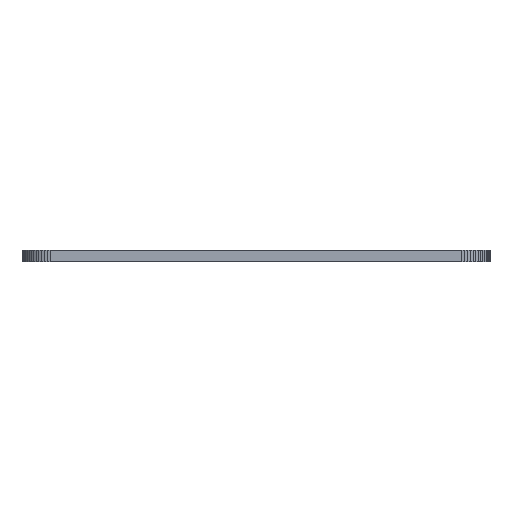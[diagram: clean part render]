
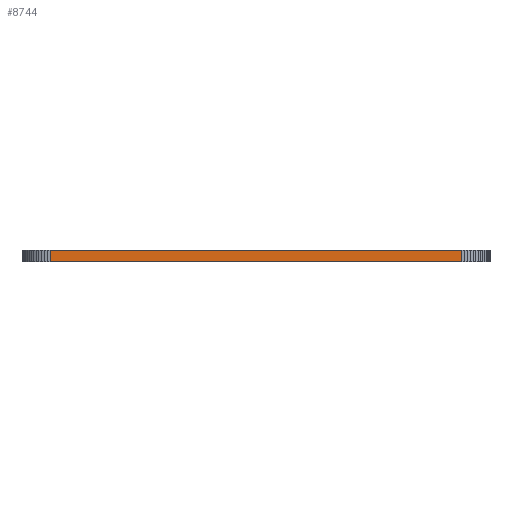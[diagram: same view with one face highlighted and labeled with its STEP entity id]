
A CAD part, front view. The second image highlights one B-rep face of the part: STEP entity #8744.
In plain terms, the highlighted planar face has unit normal (0, -1, 0).
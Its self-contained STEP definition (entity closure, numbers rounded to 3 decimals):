
#90 = PLANE('',#91);
#91 = AXIS2_PLACEMENT_3D('',#92,#93,#94);
#92 = CARTESIAN_POINT('',(0.,0.,1.55)
  );
#93 = DIRECTION('',(-0.,-0.,-1.));
#94 = DIRECTION('',(-1.,0.,0.));
#144 = PLANE('',#145);
#145 = AXIS2_PLACEMENT_3D('',#146,#147,#148);
#146 = CARTESIAN_POINT('',(0.,0.,0.));
#147 = DIRECTION('',(-0.,-0.,-1.));
#148 = DIRECTION('',(-1.,0.,0.));
#1065 = VERTEX_POINT('',#1066);
#1066 = CARTESIAN_POINT('',(27.94,-25.4,0.));
#1080 = PLANE('',#1081);
#1081 = AXIS2_PLACEMENT_3D('',#1082,#1083,#1084);
#1082 = CARTESIAN_POINT('',(28.338,-25.379,0.));
#1083 = DIRECTION('',(0.052,-0.999,0.));
#1084 = DIRECTION('',(-0.999,-0.052,0.));
#1092 = EDGE_CURVE('',#1065,#1093,#1095,.T.);
#1093 = VERTEX_POINT('',#1094);
#1094 = CARTESIAN_POINT('',(-27.94,-25.4,0.));
#1095 = SURFACE_CURVE('',#1096,(#1100,#1107),.PCURVE_S1.);
#1096 = LINE('',#1097,#1098);
#1097 = CARTESIAN_POINT('',(27.94,-25.4,0.));
#1098 = VECTOR('',#1099,1.);
#1099 = DIRECTION('',(-1.,0.,0.));
#1100 = PCURVE('',#144,#1101);
#1101 = DEFINITIONAL_REPRESENTATION('',(#1102),#1106);
#1102 = LINE('',#1103,#1104);
#1103 = CARTESIAN_POINT('',(-27.94,-25.4));
#1104 = VECTOR('',#1105,1.);
#1105 = DIRECTION('',(1.,0.));
#1106 = ( GEOMETRIC_REPRESENTATION_CONTEXT(2) 
PARAMETRIC_REPRESENTATION_CONTEXT() REPRESENTATION_CONTEXT('2D SPACE',''
  ) );
#1107 = PCURVE('',#1108,#1113);
#1108 = PLANE('',#1109);
#1109 = AXIS2_PLACEMENT_3D('',#1110,#1111,#1112);
#1110 = CARTESIAN_POINT('',(27.94,-25.4,0.));
#1111 = DIRECTION('',(0.,-1.,0.));
#1112 = DIRECTION('',(-1.,0.,0.));
#1113 = DEFINITIONAL_REPRESENTATION('',(#1114),#1118);
#1114 = LINE('',#1115,#1116);
#1115 = CARTESIAN_POINT('',(0.,-0.));
#1116 = VECTOR('',#1117,1.);
#1117 = DIRECTION('',(1.,0.));
#1118 = ( GEOMETRIC_REPRESENTATION_CONTEXT(2) 
PARAMETRIC_REPRESENTATION_CONTEXT() REPRESENTATION_CONTEXT('2D SPACE',''
  ) );
#1136 = PLANE('',#1137);
#1137 = AXIS2_PLACEMENT_3D('',#1138,#1139,#1140);
#1138 = CARTESIAN_POINT('',(-27.94,-25.4,0.));
#1139 = DIRECTION('',(-0.052,-0.999,0.));
#1140 = DIRECTION('',(-0.999,0.052,0.));
#4748 = VERTEX_POINT('',#4749);
#4749 = CARTESIAN_POINT('',(27.94,-25.4,1.55));
#4770 = EDGE_CURVE('',#4748,#4771,#4773,.T.);
#4771 = VERTEX_POINT('',#4772);
#4772 = CARTESIAN_POINT('',(-27.94,-25.4,1.55));
#4773 = SURFACE_CURVE('',#4774,(#4778,#4785),.PCURVE_S1.);
#4774 = LINE('',#4775,#4776);
#4775 = CARTESIAN_POINT('',(27.94,-25.4,1.55));
#4776 = VECTOR('',#4777,1.);
#4777 = DIRECTION('',(-1.,0.,0.));
#4778 = PCURVE('',#90,#4779);
#4779 = DEFINITIONAL_REPRESENTATION('',(#4780),#4784);
#4780 = LINE('',#4781,#4782);
#4781 = CARTESIAN_POINT('',(-27.94,-25.4));
#4782 = VECTOR('',#4783,1.);
#4783 = DIRECTION('',(1.,0.));
#4784 = ( GEOMETRIC_REPRESENTATION_CONTEXT(2) 
PARAMETRIC_REPRESENTATION_CONTEXT() REPRESENTATION_CONTEXT('2D SPACE',''
  ) );
#4785 = PCURVE('',#1108,#4786);
#4786 = DEFINITIONAL_REPRESENTATION('',(#4787),#4791);
#4787 = LINE('',#4788,#4789);
#4788 = CARTESIAN_POINT('',(0.,-1.55));
#4789 = VECTOR('',#4790,1.);
#4790 = DIRECTION('',(1.,0.));
#4791 = ( GEOMETRIC_REPRESENTATION_CONTEXT(2) 
PARAMETRIC_REPRESENTATION_CONTEXT() REPRESENTATION_CONTEXT('2D SPACE',''
  ) );
#8696 = EDGE_CURVE('',#1065,#4748,#8697,.T.);
#8697 = SURFACE_CURVE('',#8698,(#8702,#8709),.PCURVE_S1.);
#8698 = LINE('',#8699,#8700);
#8699 = CARTESIAN_POINT('',(27.94,-25.4,0.));
#8700 = VECTOR('',#8701,1.);
#8701 = DIRECTION('',(0.,0.,1.));
#8702 = PCURVE('',#1080,#8703);
#8703 = DEFINITIONAL_REPRESENTATION('',(#8704),#8708);
#8704 = LINE('',#8705,#8706);
#8705 = CARTESIAN_POINT('',(0.399,0.));
#8706 = VECTOR('',#8707,1.);
#8707 = DIRECTION('',(0.,-1.));
#8708 = ( GEOMETRIC_REPRESENTATION_CONTEXT(2) 
PARAMETRIC_REPRESENTATION_CONTEXT() REPRESENTATION_CONTEXT('2D SPACE',''
  ) );
#8709 = PCURVE('',#1108,#8710);
#8710 = DEFINITIONAL_REPRESENTATION('',(#8711),#8715);
#8711 = LINE('',#8712,#8713);
#8712 = CARTESIAN_POINT('',(0.,-0.));
#8713 = VECTOR('',#8714,1.);
#8714 = DIRECTION('',(0.,-1.));
#8715 = ( GEOMETRIC_REPRESENTATION_CONTEXT(2) 
PARAMETRIC_REPRESENTATION_CONTEXT() REPRESENTATION_CONTEXT('2D SPACE',''
  ) );
#8744 = ADVANCED_FACE('',(#8745),#1108,.T.);
#8745 = FACE_BOUND('',#8746,.T.);
#8746 = EDGE_LOOP('',(#8747,#8748,#8749,#8770));
#8747 = ORIENTED_EDGE('',*,*,#8696,.T.);
#8748 = ORIENTED_EDGE('',*,*,#4770,.T.);
#8749 = ORIENTED_EDGE('',*,*,#8750,.F.);
#8750 = EDGE_CURVE('',#1093,#4771,#8751,.T.);
#8751 = SURFACE_CURVE('',#8752,(#8756,#8763),.PCURVE_S1.);
#8752 = LINE('',#8753,#8754);
#8753 = CARTESIAN_POINT('',(-27.94,-25.4,0.));
#8754 = VECTOR('',#8755,1.);
#8755 = DIRECTION('',(0.,0.,1.));
#8756 = PCURVE('',#1108,#8757);
#8757 = DEFINITIONAL_REPRESENTATION('',(#8758),#8762);
#8758 = LINE('',#8759,#8760);
#8759 = CARTESIAN_POINT('',(55.88,0.));
#8760 = VECTOR('',#8761,1.);
#8761 = DIRECTION('',(0.,-1.));
#8762 = ( GEOMETRIC_REPRESENTATION_CONTEXT(2) 
PARAMETRIC_REPRESENTATION_CONTEXT() REPRESENTATION_CONTEXT('2D SPACE',''
  ) );
#8763 = PCURVE('',#1136,#8764);
#8764 = DEFINITIONAL_REPRESENTATION('',(#8765),#8769);
#8765 = LINE('',#8766,#8767);
#8766 = CARTESIAN_POINT('',(0.,0.));
#8767 = VECTOR('',#8768,1.);
#8768 = DIRECTION('',(0.,-1.));
#8769 = ( GEOMETRIC_REPRESENTATION_CONTEXT(2) 
PARAMETRIC_REPRESENTATION_CONTEXT() REPRESENTATION_CONTEXT('2D SPACE',''
  ) );
#8770 = ORIENTED_EDGE('',*,*,#1092,.F.);
